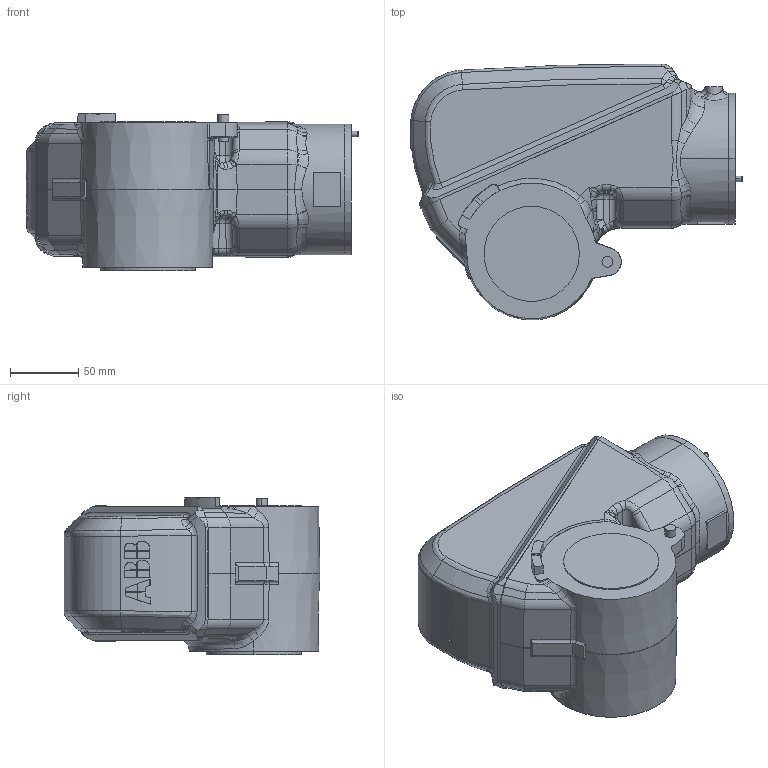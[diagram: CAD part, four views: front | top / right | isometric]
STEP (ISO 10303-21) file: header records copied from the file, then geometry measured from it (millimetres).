
FILE_DESCRIPTION (( 'STEP AP203' ), '1' );
FILE_NAME ('IRB120_3-58_IRC5_Link3_rev0.STEP', '2016-09-01T05:24:49', ( 'ABB' ), ( 'ABB' ), 'SwSTEP 2.0', 'SolidWorks 2014', '' );
FILE_SCHEMA (( 'CONFIG_CONTROL_DESIGN' ));
Length unit declared in the file: millimetre
Products named in the file (6): ABB logo on axis 3; 3HAC031650-001; 3HAC031956-001; 3HAC031113-003; 3HAC031120-001; IRB120_3-58_IRC5_Link3_rev0
Assembly tree (5 placements, depth 2):
  IRB120_3-58_IRC5_Link3_rev0
    ABB logo on axis 3
    3HAC031650-001
    3HAC031120-001
    3HAC031113-003
    3HAC031956-001
Bounding box: 244.01 x 188.11 x 115.5 mm (x, y, z)
Volume: 2943980 mm3; surface area: 191284.6 mm2
Topology: 16 solids, 16 shells, 558 faces, 1334 edges, 809 vertices
Faces by surface type: bspline 271, plane 148, cylinder 103, cone 36
Entity records: 29021 total; most frequent: CARTESIAN_POINT 17542, ORIENTED_EDGE 2654, DIRECTION 1682, EDGE_CURVE 1327, VERTEX_POINT 809, AXIS2_PLACEMENT_3D 646, EDGE_LOOP 566, FACE_OUTER_BOUND 558
